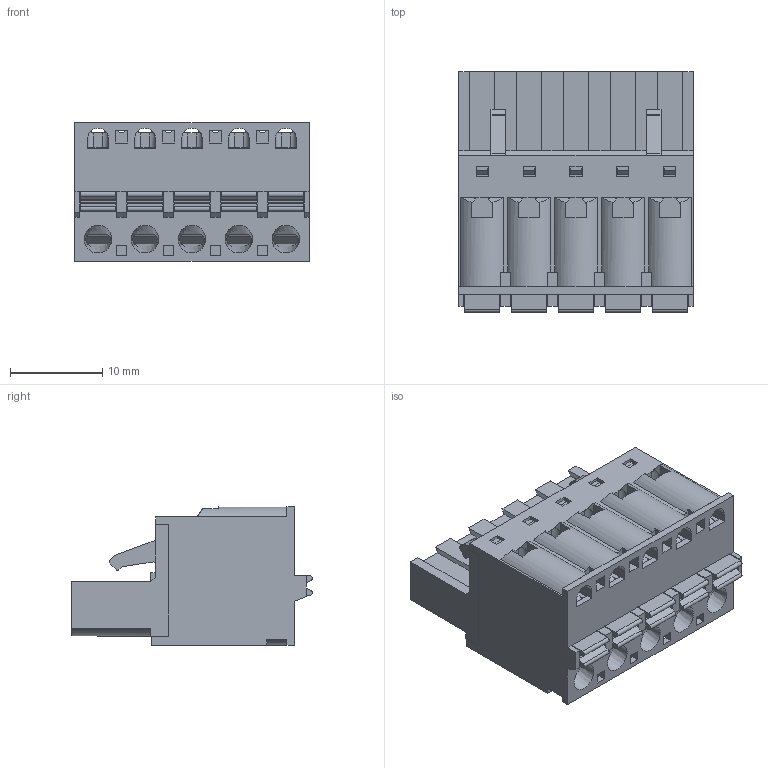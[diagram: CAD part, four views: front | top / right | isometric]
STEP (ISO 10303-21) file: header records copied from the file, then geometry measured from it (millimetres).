
FILE_DESCRIPTION(/* description */ ('Unknown'),/* implementation_level */ '2;1');
FILE_NAME(/* name */ '691353500005',/* time_stamp */ '2022-01-18T15:35:10+01:00',/* author */ ('Unknown'),/* organization */ ('Unknown'),/* preprocessor_version */ 'ST-DEVELOPER v16.7',/* originating_system */ 'Solid Edge',/* authorisation */ 'Unknown');
FILE_SCHEMA (('AUTOMOTIVE_DESIGN {1 0 10303 214 3 1 1}'));
Length unit declared in the file: millimetre
Products named in the file (6): 6913535000xx; 691353500005; 691353500005_BAS; 6913535000xx_LANGUETTE; 6913535000xx_PIN; 6913535000xx_BOUTON
Assembly tree (17 placements, depth 2):
  6913535000xx
    691353500005
    691353500005_BAS
    6913535000xx_LANGUETTE  x5
    6913535000xx_PIN  x5
    6913535000xx_BOUTON  x5
Bounding box: 25.4 x 26.05 x 15 mm (x, y, z)
Volume: 4039 mm3; surface area: 10317.1 mm2
Topology: 17 solids, 17 shells, 1391 faces, 3964 edges, 2585 vertices
Faces by surface type: plane 1078, cylinder 293, bspline 15, cone 5
Full cylindrical faces by diameter (mm): 1.5 x5, 3 x5
Entity records: 27306 total; most frequent: CARTESIAN_POINT 5433, ORIENTED_EDGE 4668, DIRECTION 4265, EDGE_CURVE 2334, LINE 2011, VECTOR 2011, VERTEX_POINT 1535, AXIS2_PLACEMENT_3D 1127
